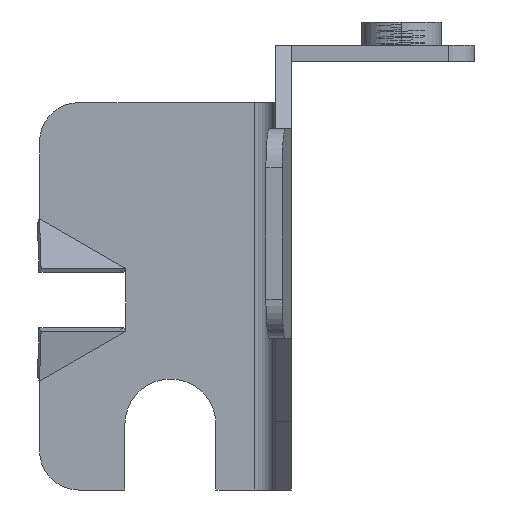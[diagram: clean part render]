
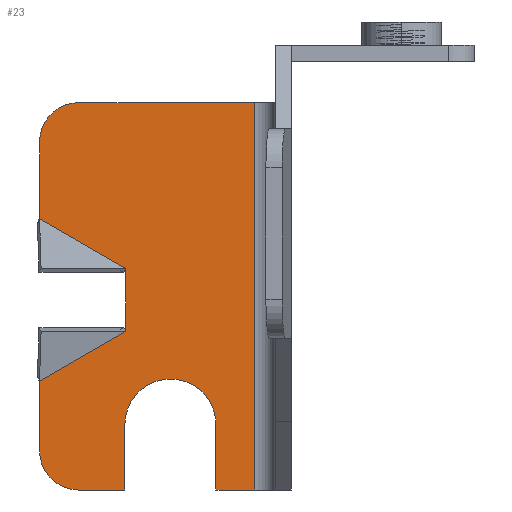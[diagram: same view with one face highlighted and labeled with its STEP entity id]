
A CAD part, left-side view. The second image highlights one B-rep face of the part: STEP entity #23.
In plain terms, the highlighted planar face has unit normal (-1, 0, 0).
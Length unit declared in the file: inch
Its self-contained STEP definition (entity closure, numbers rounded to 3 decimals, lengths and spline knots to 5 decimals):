
#10 = ORIENTED_EDGE ( 'NONE', *, *, #13, .T. ) ;
#13 = EDGE_CURVE ( 'NONE', #464, #4066, #1202, .T. ) ;
#16 = ORIENTED_EDGE ( 'NONE', *, *, #475, .T. ) ;
#17 = ORIENTED_EDGE ( 'NONE', *, *, #18, .T. ) ;
#18 = EDGE_CURVE ( 'NONE', #460, #379, #1189, .T. ) ;
#19 = EDGE_LOOP ( 'NONE', ( #20, #17, #16, #10, #4064, #4063, #4060, #4053, #4051, #4078, #4080, #4073, #4079, #4070 ) ) ;
#20 = ORIENTED_EDGE ( 'NONE', *, *, #447, .T. ) ;
#23 = ADVANCED_FACE ( 'NONE', ( #1184 ), #1183, .F. ) ;
#242 = VERTEX_POINT ( 'NONE', #1580 ) ;
#243 = EDGE_CURVE ( 'NONE', #247, #242, #1579, .T. ) ;
#247 = VERTEX_POINT ( 'NONE', #1570 ) ;
#379 = VERTEX_POINT ( 'NONE', #1891 ) ;
#447 = EDGE_CURVE ( 'NONE', #491, #460, #1939, .T. ) ;
#460 = VERTEX_POINT ( 'NONE', #1977 ) ;
#464 = VERTEX_POINT ( 'NONE', #1970 ) ;
#475 = EDGE_CURVE ( 'NONE', #379, #464, #2016, .T. ) ;
#491 = VERTEX_POINT ( 'NONE', #2049 ) ;
#1179 = DIRECTION ( 'NONE',  ( 0., 0., -1. ) ) ;
#1180 = DIRECTION ( 'NONE',  ( 1., 0., 0. ) ) ;
#1181 = CARTESIAN_POINT ( 'NONE',  ( 0., 0.039, 0.85 ) ) ;
#1182 = AXIS2_PLACEMENT_3D ( 'NONE', #1181, #1180, #1179 ) ;
#1183 = PLANE ( 'NONE',  #1182 ) ;
#1184 = FACE_OUTER_BOUND ( 'NONE', #19, .T. ) ;
#1185 = DIRECTION ( 'NONE',  ( 0., 0., -1. ) ) ;
#1186 = DIRECTION ( 'NONE',  ( -1., 0., 0. ) ) ;
#1187 = CARTESIAN_POINT ( 'NONE',  ( 0., 0.375, 0.075 ) ) ;
#1188 = AXIS2_PLACEMENT_3D ( 'NONE', #1187, #1186, #1185 ) ;
#1189 = CIRCLE ( 'NONE', #1188, 0.075 ) ;
#1199 = DIRECTION ( 'NONE',  ( 0., 0., 1. ) ) ;
#1200 = VECTOR ( 'NONE', #1199, 39.37008 ) ;
#1201 = CARTESIAN_POINT ( 'NONE',  ( 0., 0.287, 0.125 ) ) ;
#1202 = LINE ( 'NONE', #1201, #1200 ) ;
#1570 = CARTESIAN_POINT ( 'NONE',  ( 0., 0.45, 0.665 ) ) ;
#1576 = DIRECTION ( 'NONE',  ( 0., 0., -1. ) ) ;
#1577 = VECTOR ( 'NONE', #1576, 39.37008 ) ;
#1578 = CARTESIAN_POINT ( 'NONE',  ( 0., 0.45, 0.85 ) ) ;
#1579 = LINE ( 'NONE', #1578, #1577 ) ;
#1580 = CARTESIAN_POINT ( 'NONE',  ( 0., 0.45, 0.51826 ) ) ;
#1891 = CARTESIAN_POINT ( 'NONE',  ( 0., 0.375, 0. ) ) ;
#1936 = DIRECTION ( 'NONE',  ( 0., 0., -1. ) ) ;
#1937 = VECTOR ( 'NONE', #1936, 39.37008 ) ;
#1938 = CARTESIAN_POINT ( 'NONE',  ( 0., 0.45, 0.85 ) ) ;
#1939 = LINE ( 'NONE', #1938, #1937 ) ;
#1970 = CARTESIAN_POINT ( 'NONE',  ( 0., 0.287, 0. ) ) ;
#1977 = CARTESIAN_POINT ( 'NONE',  ( 0., 0.45, 0.075 ) ) ;
#2013 = DIRECTION ( 'NONE',  ( 0., -1., 0. ) ) ;
#2014 = VECTOR ( 'NONE', #2013, 39.37008 ) ;
#2015 = CARTESIAN_POINT ( 'NONE',  ( 0., 0.039, 0. ) ) ;
#2016 = LINE ( 'NONE', #2015, #2014 ) ;
#2049 = CARTESIAN_POINT ( 'NONE',  ( 0., 0.45, 0.20774 ) ) ;
#3770 = DIRECTION ( 'NONE',  ( 0., -1., 0. ) ) ;
#3771 = VECTOR ( 'NONE', #3770, 39.37008 ) ;
#3772 = CARTESIAN_POINT ( 'NONE',  ( 0., 0.039, 0.74 ) ) ;
#3773 = LINE ( 'NONE', #3772, #3771 ) ;
#3783 = CARTESIAN_POINT ( 'NONE',  ( 0., 0.039, 0.74 ) ) ;
#3789 = LINE ( 'NONE', #3852, #3851 ) ;
#3790 = DIRECTION ( 'NONE',  ( 0., 0., -1. ) ) ;
#3791 = VECTOR ( 'NONE', #3790, 39.37008 ) ;
#3792 = CARTESIAN_POINT ( 'NONE',  ( 0., 0.285, 0.423 ) ) ;
#3793 = LINE ( 'NONE', #3792, #3791 ) ;
#3794 = CARTESIAN_POINT ( 'NONE',  ( 0., 0.285, 0.303 ) ) ;
#3801 = CARTESIAN_POINT ( 'NONE',  ( 0., 0.287, 0.125 ) ) ;
#3802 = DIRECTION ( 'NONE',  ( 0., 0., -1. ) ) ;
#3803 = VECTOR ( 'NONE', #3802, 39.37008 ) ;
#3804 = CARTESIAN_POINT ( 'NONE',  ( 0., 0.113, 0.125 ) ) ;
#3805 = LINE ( 'NONE', #3804, #3803 ) ;
#3806 = CARTESIAN_POINT ( 'NONE',  ( 0., 0.113, 0.125 ) ) ;
#3807 = DIRECTION ( 'NONE',  ( 0., 0., -1. ) ) ;
#3808 = DIRECTION ( 'NONE',  ( 1., 0., 0. ) ) ;
#3809 = CARTESIAN_POINT ( 'NONE',  ( 0., 0.2, 0.125 ) ) ;
#3810 = AXIS2_PLACEMENT_3D ( 'NONE', #3809, #3808, #3807 ) ;
#3811 = CIRCLE ( 'NONE', #3810, 0.087 ) ;
#3812 = CARTESIAN_POINT ( 'NONE',  ( 0., 0.039, 0. ) ) ;
#3813 = DIRECTION ( 'NONE',  ( 0., -1., 0. ) ) ;
#3814 = VECTOR ( 'NONE', #3813, 39.37008 ) ;
#3815 = CARTESIAN_POINT ( 'NONE',  ( 0., 0.039, 0. ) ) ;
#3816 = LINE ( 'NONE', #3815, #3814 ) ;
#3817 = CARTESIAN_POINT ( 'NONE',  ( 0., 0.113, 0. ) ) ;
#3818 = DIRECTION ( 'NONE',  ( 0., 0., -1. ) ) ;
#3819 = VECTOR ( 'NONE', #3818, 39.37008 ) ;
#3820 = CARTESIAN_POINT ( 'NONE',  ( 0., 0.039, 0.85 ) ) ;
#3821 = LINE ( 'NONE', #3820, #3819 ) ;
#3839 = CARTESIAN_POINT ( 'NONE',  ( 0., 0.375, 0.74 ) ) ;
#3840 = DIRECTION ( 'NONE',  ( 0., -0.866, -0.5 ) ) ;
#3841 = VECTOR ( 'NONE', #3840, 39.37008 ) ;
#3842 = CARTESIAN_POINT ( 'NONE',  ( 0., 0.45, 0.51826 ) ) ;
#3843 = LINE ( 'NONE', #3842, #3841 ) ;
#3844 = CARTESIAN_POINT ( 'NONE',  ( 0., 0.285, 0.423 ) ) ;
#3845 = DIRECTION ( 'NONE',  ( 0., 0., -1. ) ) ;
#3846 = DIRECTION ( 'NONE',  ( -1., 0., 0. ) ) ;
#3847 = CARTESIAN_POINT ( 'NONE',  ( 0., 0.375, 0.665 ) ) ;
#3848 = AXIS2_PLACEMENT_3D ( 'NONE', #3847, #3846, #3845 ) ;
#3849 = CIRCLE ( 'NONE', #3848, 0.075 ) ;
#3850 = DIRECTION ( 'NONE',  ( 0., 0.866, -0.5 ) ) ;
#3851 = VECTOR ( 'NONE', #3850, 39.37008 ) ;
#3852 = CARTESIAN_POINT ( 'NONE',  ( 0., 0.45, 0.20774 ) ) ;
#4049 = VERTEX_POINT ( 'NONE', #3783 ) ;
#4050 = EDGE_CURVE ( 'NONE', #4076, #4049, #3773, .T. ) ;
#4051 = ORIENTED_EDGE ( 'NONE', *, *, #4050, .F. ) ;
#4053 = ORIENTED_EDGE ( 'NONE', *, *, #4056, .F. ) ;
#4056 = EDGE_CURVE ( 'NONE', #4049, #4059, #3821, .T. ) ;
#4057 = VERTEX_POINT ( 'NONE', #3817 ) ;
#4058 = EDGE_CURVE ( 'NONE', #4057, #4059, #3816, .T. ) ;
#4059 = VERTEX_POINT ( 'NONE', #3812 ) ;
#4060 = ORIENTED_EDGE ( 'NONE', *, *, #4058, .T. ) ;
#4061 = EDGE_CURVE ( 'NONE', #4066, #4062, #3811, .T. ) ;
#4062 = VERTEX_POINT ( 'NONE', #3806 ) ;
#4063 = ORIENTED_EDGE ( 'NONE', *, *, #4065, .T. ) ;
#4064 = ORIENTED_EDGE ( 'NONE', *, *, #4061, .T. ) ;
#4065 = EDGE_CURVE ( 'NONE', #4062, #4057, #3805, .T. ) ;
#4066 = VERTEX_POINT ( 'NONE', #3801 ) ;
#4068 = VERTEX_POINT ( 'NONE', #3794 ) ;
#4069 = EDGE_CURVE ( 'NONE', #4074, #4068, #3793, .T. ) ;
#4070 = ORIENTED_EDGE ( 'NONE', *, *, #4071, .T. ) ;
#4071 = EDGE_CURVE ( 'NONE', #4068, #491, #3789, .T. ) ;
#4072 = EDGE_CURVE ( 'NONE', #4076, #247, #3849, .T. ) ;
#4073 = ORIENTED_EDGE ( 'NONE', *, *, #4075, .T. ) ;
#4074 = VERTEX_POINT ( 'NONE', #3844 ) ;
#4075 = EDGE_CURVE ( 'NONE', #242, #4074, #3843, .T. ) ;
#4076 = VERTEX_POINT ( 'NONE', #3839 ) ;
#4078 = ORIENTED_EDGE ( 'NONE', *, *, #4072, .T. ) ;
#4079 = ORIENTED_EDGE ( 'NONE', *, *, #4069, .T. ) ;
#4080 = ORIENTED_EDGE ( 'NONE', *, *, #243, .T. ) ;
